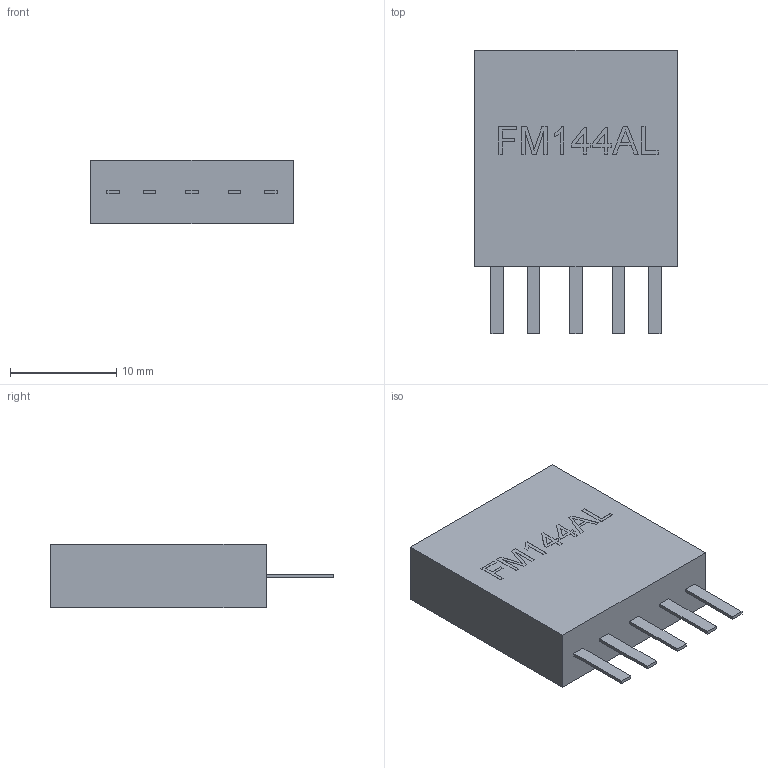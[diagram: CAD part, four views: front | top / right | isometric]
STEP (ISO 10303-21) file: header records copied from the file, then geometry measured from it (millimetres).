
FILE_DESCRIPTION (( 'STEP AP214' ), '1' );
FILE_NAME ('68D5783E-E707-467E-90E8-AB1FDFD62A18.STEP', '2023-07-21T17:24:46', ( '' ), ( '' ), 'SwSTEP 2.0', 'SolidWorks 2022', '' );
FILE_SCHEMA (( 'AUTOMOTIVE_DESIGN' ));
Length unit declared in the file: millimetre
Products named in the file (1): 68D5783E-E707-467E-90E8-AB1FDFD62A18
Bounding box: 19 x 26.65 x 6.01 mm (x, y, z)
Volume: 2325.8 mm3; surface area: 1339.1 mm2
Topology: 1 solids, 1 shells, 120 faces, 309 edges, 206 vertices
Faces by surface type: plane 114, bspline 6
Entity records: 5115 total; most frequent: CARTESIAN_POINT 866, ORIENTED_EDGE 618, DIRECTION 527, EDGE_CURVE 309, VECTOR 297, LINE 297, VERTEX_POINT 206, EDGE_LOOP 135
